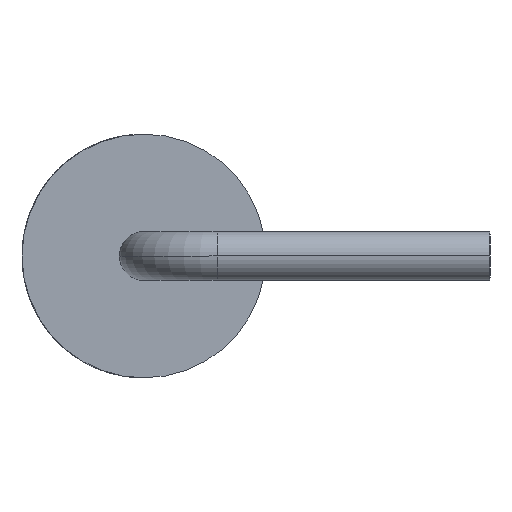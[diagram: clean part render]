
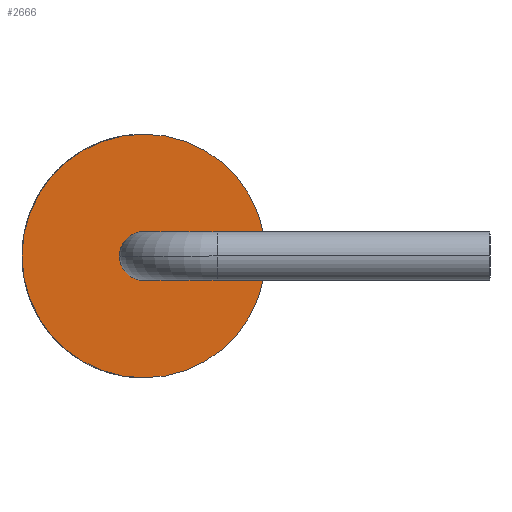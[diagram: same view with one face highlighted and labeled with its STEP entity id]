
A CAD part, left-side view. The second image highlights one B-rep face of the part: STEP entity #2666.
In plain terms, the highlighted planar face has unit normal (-1, 0, 0).
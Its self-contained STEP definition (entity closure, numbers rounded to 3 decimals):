
#169 = VERTEX_POINT ( 'NONE', #3573 ) ;
#380 = VERTEX_POINT ( 'NONE', #2569 ) ;
#437 = CIRCLE ( 'NONE', #4771, 0.502 ) ;
#538 = CIRCLE ( 'NONE', #3485, 2.5 ) ;
#652 = DIRECTION ( 'NONE',  ( 1., 0., 0. ) ) ;
#700 = AXIS2_PLACEMENT_3D ( 'NONE', #2918, #3800, #1670 ) ;
#967 = FACE_BOUND ( 'NONE', #3868, .T. ) ;
#1035 = VERTEX_POINT ( 'NONE', #5249 ) ;
#1434 = EDGE_LOOP ( 'NONE', ( #2809, #2897 ) ) ;
#1670 = DIRECTION ( 'NONE',  ( 0., 0., -1. ) ) ;
#1866 = AXIS2_PLACEMENT_3D ( 'NONE', #2251, #652, #3538 ) ;
#1931 = EDGE_CURVE ( 'NONE', #169, #1035, #3644, .T. ) ;
#2199 = CARTESIAN_POINT ( 'NONE',  ( 2.935, 4.5, 0. ) ) ;
#2251 = CARTESIAN_POINT ( 'NONE',  ( 2.935, 4.5, 0. ) ) ;
#2263 = DIRECTION ( 'NONE',  ( 0., 0., -1. ) ) ;
#2384 = EDGE_CURVE ( 'NONE', #5537, #380, #5383, .T. ) ;
#2389 = CARTESIAN_POINT ( 'NONE',  ( 2.935, 4.5, 2.5 ) ) ;
#2569 = CARTESIAN_POINT ( 'NONE',  ( 2.935, 4.5, -2.5 ) ) ;
#2666 = ADVANCED_FACE ( 'NONE', ( #967, #2685 ), #2744, .F. ) ;
#2685 = FACE_OUTER_BOUND ( 'NONE', #1434, .T. ) ;
#2741 = EDGE_CURVE ( 'NONE', #1035, #169, #437, .T. ) ;
#2744 = PLANE ( 'NONE',  #1866 ) ;
#2809 = ORIENTED_EDGE ( 'NONE', *, *, #2384, .F. ) ;
#2897 = ORIENTED_EDGE ( 'NONE', *, *, #3264, .F. ) ;
#2911 = CARTESIAN_POINT ( 'NONE',  ( 2.935, 4.5, 0. ) ) ;
#2918 = CARTESIAN_POINT ( 'NONE',  ( 2.935, 4.5, 0. ) ) ;
#3264 = EDGE_CURVE ( 'NONE', #380, #5537, #538, .T. ) ;
#3465 = AXIS2_PLACEMENT_3D ( 'NONE', #4086, #4439, #4964 ) ;
#3485 = AXIS2_PLACEMENT_3D ( 'NONE', #2911, #5441, #4187 ) ;
#3538 = DIRECTION ( 'NONE',  ( 0., 0., -1. ) ) ;
#3573 = CARTESIAN_POINT ( 'NONE',  ( 2.935, 3.998, 0. ) ) ;
#3644 = CIRCLE ( 'NONE', #3465, 0.502 ) ;
#3800 = DIRECTION ( 'NONE',  ( 1., 0., 0. ) ) ;
#3868 = EDGE_LOOP ( 'NONE', ( #4453, #5159 ) ) ;
#4086 = CARTESIAN_POINT ( 'NONE',  ( 2.935, 4.5, 0. ) ) ;
#4187 = DIRECTION ( 'NONE',  ( 0., 0., -1. ) ) ;
#4439 = DIRECTION ( 'NONE',  ( -1., 0., 0. ) ) ;
#4453 = ORIENTED_EDGE ( 'NONE', *, *, #1931, .F. ) ;
#4771 = AXIS2_PLACEMENT_3D ( 'NONE', #2199, #5252, #2263 ) ;
#4964 = DIRECTION ( 'NONE',  ( 0., 0., -1. ) ) ;
#5159 = ORIENTED_EDGE ( 'NONE', *, *, #2741, .F. ) ;
#5249 = CARTESIAN_POINT ( 'NONE',  ( 2.935, 5.002, 0. ) ) ;
#5252 = DIRECTION ( 'NONE',  ( -1., 0., 0. ) ) ;
#5383 = CIRCLE ( 'NONE', #700, 2.5 ) ;
#5441 = DIRECTION ( 'NONE',  ( 1., 0., 0. ) ) ;
#5537 = VERTEX_POINT ( 'NONE', #2389 ) ;
